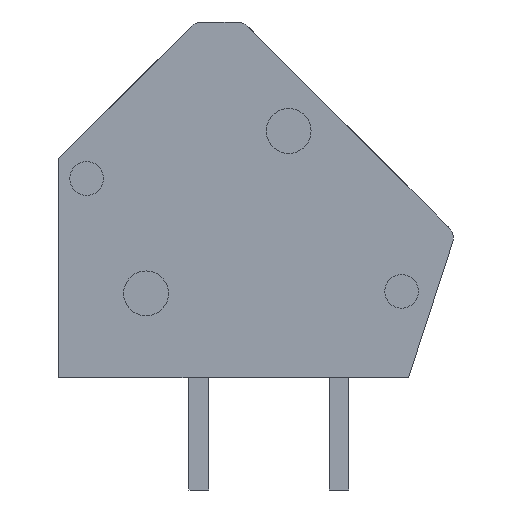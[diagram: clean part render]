
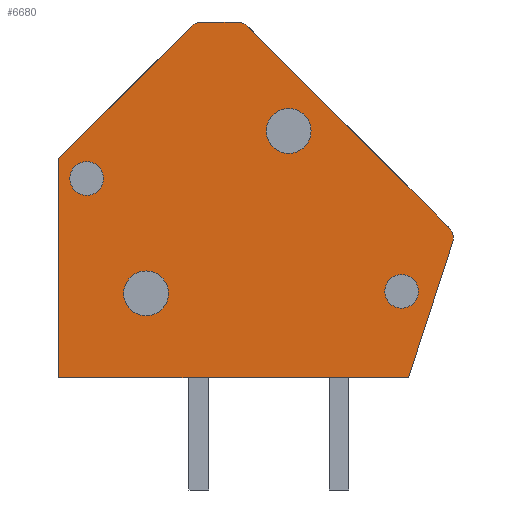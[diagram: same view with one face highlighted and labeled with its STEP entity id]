
A CAD part, left-side view. The second image highlights one B-rep face of the part: STEP entity #6680.
In plain terms, the highlighted planar face has unit normal (-1, 0, 0).
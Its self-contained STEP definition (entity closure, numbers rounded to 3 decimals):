
#48=CIRCLE($,#7119,0.8);
#54=CIRCLE($,#7131,0.5);
#55=CIRCLE($,#7134,0.5);
#56=CIRCLE($,#7138,0.5);
#57=CIRCLE($,#7143,0.6);
#58=CIRCLE($,#7144,0.6);
#59=CIRCLE($,#7145,0.8);
#125=FACE_BOUND($,#662,.T.);
#126=FACE_BOUND($,#663,.T.);
#127=FACE_BOUND($,#664,.T.);
#128=FACE_BOUND($,#665,.T.);
#246=FACE_OUTER_BOUND($,#661,.T.);
#661=EDGE_LOOP($,(#4884,#4885,#4886,#4887,#4888,#4889,#4890,#4891,#4892));
#662=EDGE_LOOP($,(#4893));
#663=EDGE_LOOP($,(#4894));
#664=EDGE_LOOP($,(#4895));
#665=EDGE_LOOP($,(#4896));
#1080=LINE($,#9544,#1966);
#1132=LINE($,#9647,#2018);
#1204=LINE($,#9797,#2090);
#1354=LINE($,#10103,#2240);
#1361=LINE($,#10120,#2247);
#1363=LINE($,#10123,#2249);
#1966=VECTOR($,#7708,6.703);
#2018=VECTOR($,#7762,7.821);
#2090=VECTOR($,#7852,10.196);
#2240=VECTOR($,#8060,1.283);
#2247=VECTOR($,#8083,5.092);
#2249=VECTOR($,#8087,12.488);
#2820=VERTEX_POINT($,#9541);
#2821=VERTEX_POINT($,#9543);
#2871=VERTEX_POINT($,#9645);
#2939=VERTEX_POINT($,#9794);
#2940=VERTEX_POINT($,#9796);
#3056=VERTEX_POINT($,#10061);
#3066=VERTEX_POINT($,#10098);
#3067=VERTEX_POINT($,#10102);
#3068=VERTEX_POINT($,#10113);
#3069=VERTEX_POINT($,#10119);
#3070=VERTEX_POINT($,#10125);
#3071=VERTEX_POINT($,#10127);
#3072=VERTEX_POINT($,#10129);
#3472=EDGE_CURVE($,#2821,#2820,#1080,.T.);
#3524=EDGE_CURVE($,#2820,#2871,#1132,.T.);
#3597=EDGE_CURVE($,#2940,#2939,#1204,.T.);
#3731=EDGE_CURVE($,#3056,#3056,#48,.T.);
#3752=EDGE_CURVE($,#3066,#2821,#54,.T.);
#3754=EDGE_CURVE($,#3067,#3066,#1354,.T.);
#3756=EDGE_CURVE($,#2939,#3067,#55,.T.);
#3760=EDGE_CURVE($,#3068,#2940,#56,.T.);
#3763=EDGE_CURVE($,#3069,#3068,#1361,.T.);
#3765=EDGE_CURVE($,#2871,#3069,#1363,.T.);
#3766=EDGE_CURVE($,#3070,#3070,#57,.T.);
#3767=EDGE_CURVE($,#3071,#3071,#58,.T.);
#3768=EDGE_CURVE($,#3072,#3072,#59,.T.);
#4884=ORIENTED_EDGE($,*,*,#3524,.T.);
#4885=ORIENTED_EDGE($,*,*,#3765,.T.);
#4886=ORIENTED_EDGE($,*,*,#3763,.T.);
#4887=ORIENTED_EDGE($,*,*,#3760,.T.);
#4888=ORIENTED_EDGE($,*,*,#3597,.T.);
#4889=ORIENTED_EDGE($,*,*,#3756,.T.);
#4890=ORIENTED_EDGE($,*,*,#3754,.T.);
#4891=ORIENTED_EDGE($,*,*,#3752,.T.);
#4892=ORIENTED_EDGE($,*,*,#3472,.T.);
#4893=ORIENTED_EDGE($,*,*,#3766,.F.);
#4894=ORIENTED_EDGE($,*,*,#3731,.F.);
#4895=ORIENTED_EDGE($,*,*,#3767,.F.);
#4896=ORIENTED_EDGE($,*,*,#3768,.F.);
#6307=PLANE($,#7142);
#6680=ADVANCED_FACE($,(#246,#125,#126,#127,#128),#6307,.T.);
#7119=AXIS2_PLACEMENT_3D($,#10062,#8016,#8017);
#7131=AXIS2_PLACEMENT_3D($,#10099,#8055,#8056);
#7134=AXIS2_PLACEMENT_3D($,#10106,#8064,#8065);
#7138=AXIS2_PLACEMENT_3D($,#10114,#8075,#8076);
#7142=AXIS2_PLACEMENT_3D($,#10124,#8088,#8089);
#7143=AXIS2_PLACEMENT_3D($,#10126,#8090,#8091);
#7144=AXIS2_PLACEMENT_3D($,#10128,#8092,#8093);
#7145=AXIS2_PLACEMENT_3D($,#10130,#8094,#8095);
#7708=DIRECTION($,(0.,0.707,-0.707));
#7762=DIRECTION($,(0.,0.,-1.));
#7852=DIRECTION($,(0.,0.707,0.707));
#8016=DIRECTION('center_axis',(-1.,0.,0.));
#8017=DIRECTION('ref_axis',(0.,-1.,0.));
#8055=DIRECTION('center_axis',(-1.,0.,0.));
#8056=DIRECTION('ref_axis',(0.,-1.,0.));
#8060=DIRECTION($,(0.,1.,0.));
#8064=DIRECTION('center_axis',(-1.,0.,0.));
#8065=DIRECTION('ref_axis',(0.,-1.,0.));
#8075=DIRECTION('center_axis',(-1.,0.,0.));
#8076=DIRECTION('ref_axis',(0.,-1.,0.));
#8083=DIRECTION($,(0.,-0.309,0.951));
#8087=DIRECTION($,(0.,-1.,0.));
#8088=DIRECTION('center_axis',(-1.,0.,0.));
#8089=DIRECTION('ref_axis',(0.,-1.,0.));
#8090=DIRECTION('center_axis',(-1.,0.,0.));
#8091=DIRECTION('ref_axis',(0.,-1.,0.));
#8092=DIRECTION('center_axis',(-1.,0.,0.));
#8093=DIRECTION('ref_axis',(0.,-1.,0.));
#8094=DIRECTION('center_axis',(-1.,0.,0.));
#8095=DIRECTION('ref_axis',(0.,-1.,0.));
#9541=CARTESIAN_POINT('',(-30.5,6.244,7.821));
#9543=CARTESIAN_POINT('',(-30.5,1.504,12.56));
#9544=CARTESIAN_POINT($,(-30.5,1.504,12.56));
#9645=CARTESIAN_POINT('',(-30.5,6.244,0.));
#9647=CARTESIAN_POINT($,(-30.5,6.244,7.821));
#9794=CARTESIAN_POINT('',(-30.5,-0.486,12.56));
#9796=CARTESIAN_POINT('',(-30.5,-7.695,5.351));
#9797=CARTESIAN_POINT($,(-30.5,-7.695,5.351));
#10061=CARTESIAN_POINT('',(-30.5,2.325,3.019));
#10062=CARTESIAN_POINT('Origin',(-30.5,3.125,3.019));
#10098=CARTESIAN_POINT('',(-30.5,1.151,12.707));
#10099=CARTESIAN_POINT('Origin',(-30.5,1.151,12.207));
#10102=CARTESIAN_POINT('',(-30.5,-0.132,12.707));
#10103=CARTESIAN_POINT($,(-30.5,-0.132,12.707));
#10106=CARTESIAN_POINT('Origin',(-30.5,-0.132,12.207));
#10113=CARTESIAN_POINT('',(-30.5,-7.817,4.843));
#10114=CARTESIAN_POINT('Origin',(-30.5,-7.342,4.997));
#10119=CARTESIAN_POINT('',(-30.5,-6.244,0.));
#10120=CARTESIAN_POINT($,(-30.5,-6.244,0.));
#10123=CARTESIAN_POINT($,(-30.5,6.244,0.));
#10124=CARTESIAN_POINT('Origin',(-30.5,-7.342,4.997));
#10125=CARTESIAN_POINT('',(-30.5,4.647,7.121));
#10126=CARTESIAN_POINT('Origin',(-30.5,5.247,7.121));
#10127=CARTESIAN_POINT('',(-30.5,-6.596,3.09));
#10128=CARTESIAN_POINT('Origin',(-30.5,-5.996,3.09));
#10129=CARTESIAN_POINT('',(-30.5,-2.766,8.818));
#10130=CARTESIAN_POINT('Origin',(-30.5,-1.966,8.818));
